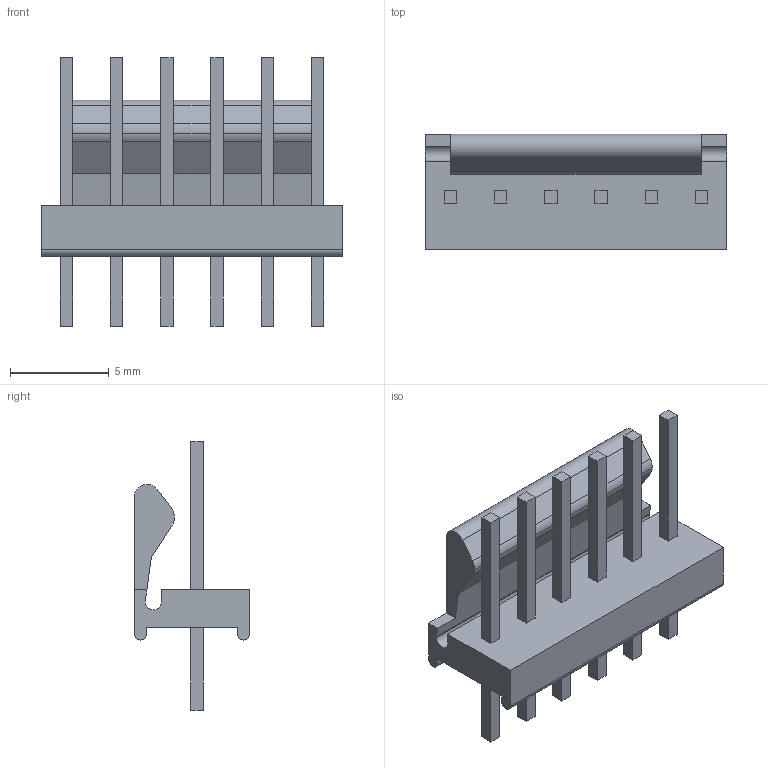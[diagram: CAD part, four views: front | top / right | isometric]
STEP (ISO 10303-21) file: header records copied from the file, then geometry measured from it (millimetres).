
FILE_DESCRIPTION(('STEP AP203'),'1');
FILE_NAME('640456-6.stp','2021-06-15T06:19:30',('TraceParts'),('TraceParts S.A.'),'Spatial InterOp 3D',' ',' ');
FILE_SCHEMA(('CONFIG_CONTROL_DESIGN'));
Length unit declared in the file: millimetre
Products named in the file (1): 1
Bounding box: 15.24 x 5.84 x 13.59 mm (x, y, z)
Volume: 284.2 mm3; surface area: 651.8 mm2
Topology: 1 solids, 1 shells, 83 faces, 207 edges, 138 vertices
Faces by surface type: plane 76, cylinder 7
Entity records: 2479 total; most frequent: CARTESIAN_POINT 429, ORIENTED_EDGE 414, DIRECTION 389, EDGE_CURVE 207, LINE 193, VECTOR 193, VERTEX_POINT 138, AXIS2_PLACEMENT_3D 98
